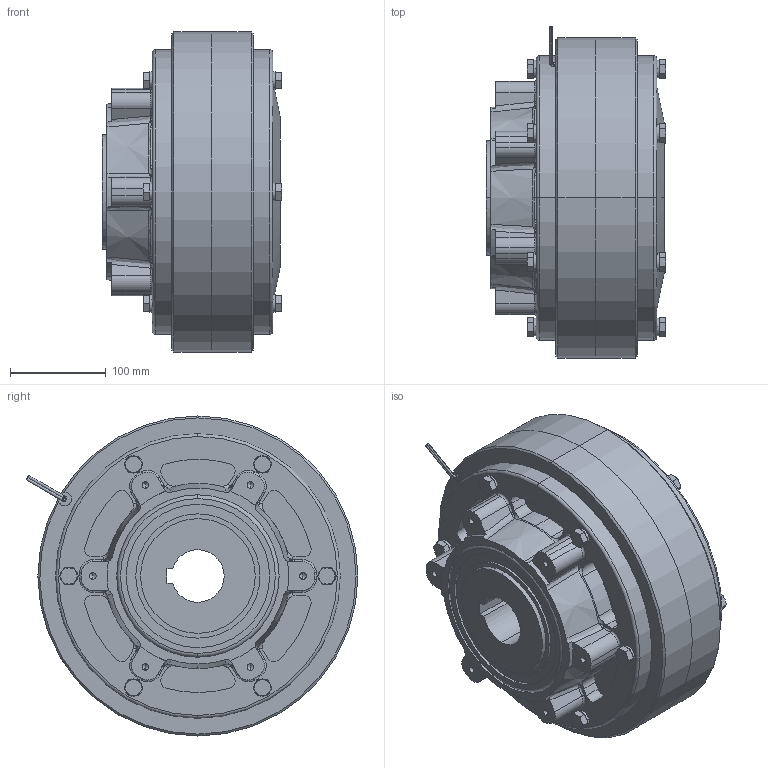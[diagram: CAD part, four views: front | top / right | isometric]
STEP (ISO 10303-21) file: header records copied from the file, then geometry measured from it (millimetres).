
FILE_DESCRIPTION (( 'STEP AP203' ), '1' );
FILE_NAME ('YPP616685.STEP', '2020-12-24T23:55:07', ( '' ), ( '' ), 'SwSTEP 2.0', 'SolidWorks 2016', '' );
FILE_SCHEMA (( 'CONFIG_CONTROL_DESIGN' ));
Length unit declared in the file: millimetre
Products named in the file (1): YPP616685
Bounding box: 188 x 347.35 x 335 mm (x, y, z)
Volume: 11199128.2 mm3; surface area: 624848.5 mm2
Topology: 38 solids, 38 shells, 802 faces, 1954 edges, 1224 vertices
Faces by surface type: plane 312, cylinder 280, torus 147, bspline 36, cone 27
Entity records: 27680 total; most frequent: CARTESIAN_POINT 9526, ORIENTED_EDGE 3860, DIRECTION 3657, EDGE_CURVE 1930, AXIS2_PLACEMENT_3D 1479, VERTEX_POINT 1224, EDGE_LOOP 826, FACE_OUTER_BOUND 802
